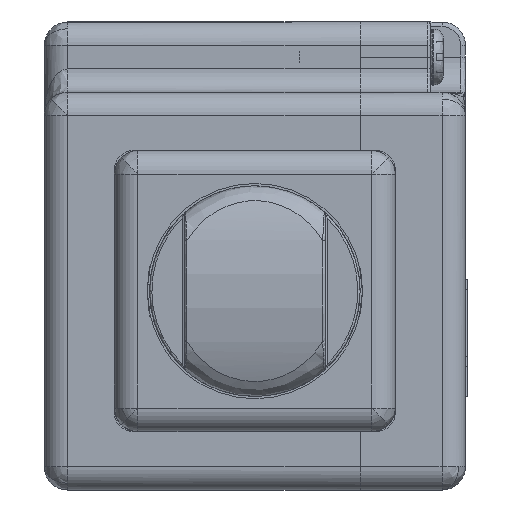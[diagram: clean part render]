
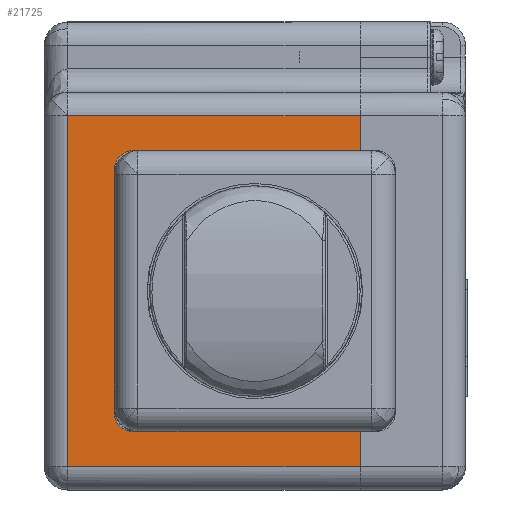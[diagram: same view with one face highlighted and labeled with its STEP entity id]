
A CAD part, front view. The second image highlights one B-rep face of the part: STEP entity #21725.
In plain terms, the highlighted planar face has unit normal (0, -1, 0).
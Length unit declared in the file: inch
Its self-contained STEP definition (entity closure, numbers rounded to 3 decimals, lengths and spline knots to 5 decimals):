
#379 = DIRECTION ( 'NONE',  ( 1., 0., 0. ) ) ;
#614 = VERTEX_POINT ( 'NONE', #19251 ) ;
#1074 = DIRECTION ( 'NONE',  ( 0., 0., 1. ) ) ;
#1159 = AXIS2_PLACEMENT_3D ( 'NONE', #42210, #34353, #33565 ) ;
#3024 = CARTESIAN_POINT ( 'NONE',  ( -0.23622, -0.25984, 0.20472 ) ) ;
#3089 = AXIS2_PLACEMENT_3D ( 'NONE', #10031, #5426, #5707 ) ;
#3302 = VERTEX_POINT ( 'NONE', #49262 ) ;
#4483 = CARTESIAN_POINT ( 'NONE',  ( 0., -0.25984, -0.29528 ) ) ;
#5426 = DIRECTION ( 'NONE',  ( 0., -1., 0. ) ) ;
#5707 = DIRECTION ( 'NONE',  ( 0., 0., -1. ) ) ;
#6416 = CIRCLE ( 'NONE', #1159, 0.0315 ) ;
#7299 = CARTESIAN_POINT ( 'NONE',  ( -0.31496, -0.25984, -0.29528 ) ) ;
#7701 = VECTOR ( 'NONE', #32322, 39.37008 ) ;
#8304 = LINE ( 'NONE', #4483, #49385 ) ;
#9250 = LINE ( 'NONE', #38063, #12260 ) ;
#9750 = EDGE_CURVE ( 'NONE', #47713, #33336, #8304, .T. ) ;
#9849 = VECTOR ( 'NONE', #45042, 39.37008 ) ;
#9867 = DIRECTION ( 'NONE',  ( 0., 0., -1. ) ) ;
#10031 = CARTESIAN_POINT ( 'NONE',  ( 0., -0.25984, -0.33465 ) ) ;
#11282 = VERTEX_POINT ( 'NONE', #25900 ) ;
#11913 = ORIENTED_EDGE ( 'NONE', *, *, #53394, .T. ) ;
#12260 = VECTOR ( 'NONE', #1074, 39.37008 ) ;
#12402 = DIRECTION ( 'NONE',  ( 0., 0., 1. ) ) ;
#12565 = ORIENTED_EDGE ( 'NONE', *, *, #9750, .T. ) ;
#13100 = VERTEX_POINT ( 'NONE', #28744 ) ;
#13546 = VERTEX_POINT ( 'NONE', #28004 ) ;
#14236 = VERTEX_POINT ( 'NONE', #51105 ) ;
#15728 = CARTESIAN_POINT ( 'NONE',  ( 0., -0.25984, -0.23622 ) ) ;
#15991 = VECTOR ( 'NONE', #38888, 39.37008 ) ;
#16215 = EDGE_CURVE ( 'NONE', #13546, #46753, #9250, .T. ) ;
#17194 = CARTESIAN_POINT ( 'NONE',  ( 0.17717, -0.25984, -0.33465 ) ) ;
#18753 = VECTOR ( 'NONE', #25820, 39.37008 ) ;
#19251 = CARTESIAN_POINT ( 'NONE',  ( 0.17717, -0.25984, -0.23622 ) ) ;
#20392 = CARTESIAN_POINT ( 'NONE',  ( 0., -0.25984, 0.29528 ) ) ;
#20730 = EDGE_CURVE ( 'NONE', #13100, #13546, #6416, .T. ) ;
#21035 = LINE ( 'NONE', #50056, #51738 ) ;
#21312 = ORIENTED_EDGE ( 'NONE', *, *, #39346, .T. ) ;
#21725 = ADVANCED_FACE ( 'NONE', ( #29381 ), #30153, .T. ) ;
#21792 = EDGE_CURVE ( 'NONE', #11282, #14236, #46397, .T. ) ;
#25820 = DIRECTION ( 'NONE',  ( 1., 0., 0. ) ) ;
#25900 = CARTESIAN_POINT ( 'NONE',  ( -0.20472, -0.25984, 0.23622 ) ) ;
#26409 = LINE ( 'NONE', #17194, #15991 ) ;
#26962 = EDGE_CURVE ( 'NONE', #614, #33336, #21035, .T. ) ;
#27555 = ORIENTED_EDGE ( 'NONE', *, *, #16215, .T. ) ;
#28004 = CARTESIAN_POINT ( 'NONE',  ( -0.23622, -0.25984, -0.20472 ) ) ;
#28437 = CARTESIAN_POINT ( 'NONE',  ( 0.17717, -0.25984, 0.29528 ) ) ;
#28521 = CARTESIAN_POINT ( 'NONE',  ( -0.31496, -0.25984, 0.33881 ) ) ;
#28722 = EDGE_LOOP ( 'NONE', ( #12565, #30831, #44008, #30552, #27555, #11913, #44304, #53435, #21312, #41872 ) ) ;
#28744 = CARTESIAN_POINT ( 'NONE',  ( -0.20472, -0.25984, -0.23622 ) ) ;
#29381 = FACE_OUTER_BOUND ( 'NONE', #28722, .T. ) ;
#30153 = PLANE ( 'NONE',  #3089 ) ;
#30552 = ORIENTED_EDGE ( 'NONE', *, *, #20730, .T. ) ;
#30831 = ORIENTED_EDGE ( 'NONE', *, *, #26962, .F. ) ;
#32254 = CARTESIAN_POINT ( 'NONE',  ( -0.20472, -0.25984, 0.20472 ) ) ;
#32322 = DIRECTION ( 'NONE',  ( -1., 0., 0. ) ) ;
#33336 = VERTEX_POINT ( 'NONE', #44289 ) ;
#33419 = LINE ( 'NONE', #28521, #43801 ) ;
#33565 = DIRECTION ( 'NONE',  ( 0., 0., 1. ) ) ;
#34353 = DIRECTION ( 'NONE',  ( 0., 1., 0. ) ) ;
#35971 = EDGE_CURVE ( 'NONE', #614, #13100, #52866, .T. ) ;
#36609 = DIRECTION ( 'NONE',  ( 0., 1., 0. ) ) ;
#36961 = DIRECTION ( 'NONE',  ( 0., 0., 1. ) ) ;
#38063 = CARTESIAN_POINT ( 'NONE',  ( -0.23622, -0.25984, -0.33465 ) ) ;
#38888 = DIRECTION ( 'NONE',  ( 0., 0., 1. ) ) ;
#39229 = AXIS2_PLACEMENT_3D ( 'NONE', #32254, #36609, #12402 ) ;
#39346 = EDGE_CURVE ( 'NONE', #49148, #3302, #53719, .T. ) ;
#41835 = CIRCLE ( 'NONE', #39229, 0.0315 ) ;
#41872 = ORIENTED_EDGE ( 'NONE', *, *, #51506, .F. ) ;
#42210 = CARTESIAN_POINT ( 'NONE',  ( -0.20472, -0.25984, -0.20472 ) ) ;
#43801 = VECTOR ( 'NONE', #36961, 39.37008 ) ;
#44008 = ORIENTED_EDGE ( 'NONE', *, *, #35971, .T. ) ;
#44289 = CARTESIAN_POINT ( 'NONE',  ( 0.17717, -0.25984, -0.29528 ) ) ;
#44304 = ORIENTED_EDGE ( 'NONE', *, *, #21792, .T. ) ;
#45042 = DIRECTION ( 'NONE',  ( -1., 0., 0. ) ) ;
#46134 = CARTESIAN_POINT ( 'NONE',  ( 0., -0.25984, 0.23622 ) ) ;
#46397 = LINE ( 'NONE', #46134, #18753 ) ;
#46753 = VERTEX_POINT ( 'NONE', #3024 ) ;
#47713 = VERTEX_POINT ( 'NONE', #7299 ) ;
#49148 = VERTEX_POINT ( 'NONE', #28437 ) ;
#49262 = CARTESIAN_POINT ( 'NONE',  ( -0.31496, -0.25984, 0.29528 ) ) ;
#49385 = VECTOR ( 'NONE', #379, 39.37008 ) ;
#50056 = CARTESIAN_POINT ( 'NONE',  ( 0.17717, -0.25984, -0.33465 ) ) ;
#51105 = CARTESIAN_POINT ( 'NONE',  ( 0.17717, -0.25984, 0.23622 ) ) ;
#51506 = EDGE_CURVE ( 'NONE', #47713, #3302, #33419, .T. ) ;
#51738 = VECTOR ( 'NONE', #9867, 39.37008 ) ;
#52010 = EDGE_CURVE ( 'NONE', #14236, #49148, #26409, .T. ) ;
#52866 = LINE ( 'NONE', #15728, #7701 ) ;
#53394 = EDGE_CURVE ( 'NONE', #46753, #11282, #41835, .T. ) ;
#53435 = ORIENTED_EDGE ( 'NONE', *, *, #52010, .T. ) ;
#53719 = LINE ( 'NONE', #20392, #9849 ) ;
